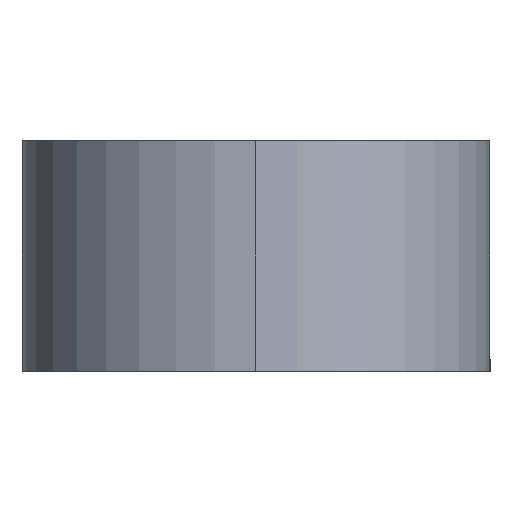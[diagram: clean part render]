
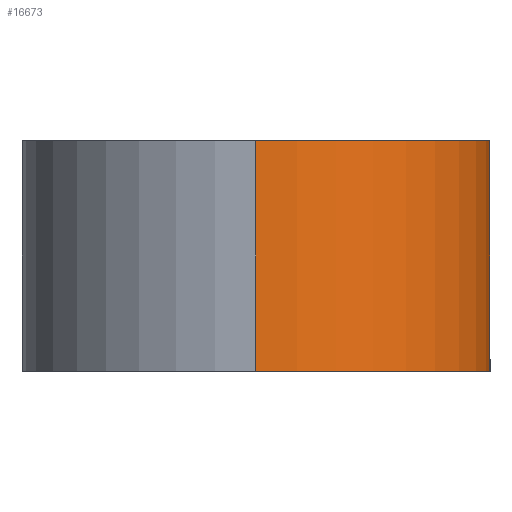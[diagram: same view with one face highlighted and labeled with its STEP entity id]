
A CAD part, left-side view. The second image highlights one B-rep face of the part: STEP entity #16673.
In plain terms, the highlighted cylindrical face has radius 6.2 mm (diameter 12.4 mm), a partial arc.
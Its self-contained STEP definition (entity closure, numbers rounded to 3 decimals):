
#1197 = FACE_OUTER_BOUND ( 'NONE', #7246, .T. ) ;
#1325 = AXIS2_PLACEMENT_3D ( 'NONE', #13682, #2552, #10501 ) ;
#1863 = AXIS2_PLACEMENT_3D ( 'NONE', #17191, #18829, #4361 ) ;
#2035 = CARTESIAN_POINT ( 'NONE',  ( -69.7, 0., 1. ) ) ;
#2491 = ORIENTED_EDGE ( 'NONE', *, *, #13670, .F. ) ;
#2552 = DIRECTION ( 'NONE',  ( 0., 0., -1. ) ) ;
#3641 = DIRECTION ( 'NONE',  ( 0., 0., -1. ) ) ;
#4145 = CIRCLE ( 'NONE', #18118, 6.2 ) ;
#4361 = DIRECTION ( 'NONE',  ( 1., 0., 0. ) ) ;
#4528 = VERTEX_POINT ( 'NONE', #11275 ) ;
#4578 = LINE ( 'NONE', #6828, #17012 ) ;
#4742 = ORIENTED_EDGE ( 'NONE', *, *, #15074, .F. ) ;
#6387 = LINE ( 'NONE', #2035, #10185 ) ;
#6828 = CARTESIAN_POINT ( 'NONE',  ( -63.5, -6.2, 1. ) ) ;
#7246 = EDGE_LOOP ( 'NONE', ( #4742, #18693, #19694, #2491 ) ) ;
#8678 = CARTESIAN_POINT ( 'NONE',  ( -63.5, 0., -3.05 ) ) ;
#9634 = VERTEX_POINT ( 'NONE', #15026 ) ;
#10185 = VECTOR ( 'NONE', #3641, 1000. ) ;
#10501 = DIRECTION ( 'NONE',  ( -1., 0., 0. ) ) ;
#10710 = CARTESIAN_POINT ( 'NONE',  ( -63.5, -6.2, 3.05 ) ) ;
#11275 = CARTESIAN_POINT ( 'NONE',  ( -69.7, 0., -3.05 ) ) ;
#12008 = EDGE_CURVE ( 'NONE', #4528, #17928, #4145, .T. ) ;
#13106 = CYLINDRICAL_SURFACE ( 'NONE', #1325, 6.2 ) ;
#13670 = EDGE_CURVE ( 'NONE', #17271, #17928, #4578, .T. ) ;
#13682 = CARTESIAN_POINT ( 'NONE',  ( -63.5, 0., 1. ) ) ;
#14297 = EDGE_CURVE ( 'NONE', #9634, #4528, #6387, .T. ) ;
#15026 = CARTESIAN_POINT ( 'NONE',  ( -69.7, 0., 3.05 ) ) ;
#15074 = EDGE_CURVE ( 'NONE', #9634, #17271, #16722, .T. ) ;
#16591 = DIRECTION ( 'NONE',  ( 1., 0., 0. ) ) ;
#16673 = ADVANCED_FACE ( 'NONE', ( #1197 ), #13106, .T. ) ;
#16722 = CIRCLE ( 'NONE', #1863, 6.2 ) ;
#17012 = VECTOR ( 'NONE', #19890, 1000. ) ;
#17191 = CARTESIAN_POINT ( 'NONE',  ( -63.5, 0., 3.05 ) ) ;
#17271 = VERTEX_POINT ( 'NONE', #10710 ) ;
#17908 = CARTESIAN_POINT ( 'NONE',  ( -63.5, -6.2, -3.05 ) ) ;
#17928 = VERTEX_POINT ( 'NONE', #17908 ) ;
#18118 = AXIS2_PLACEMENT_3D ( 'NONE', #8678, #19987, #16591 ) ;
#18693 = ORIENTED_EDGE ( 'NONE', *, *, #14297, .T. ) ;
#18829 = DIRECTION ( 'NONE',  ( 0., 0., 1. ) ) ;
#19694 = ORIENTED_EDGE ( 'NONE', *, *, #12008, .T. ) ;
#19890 = DIRECTION ( 'NONE',  ( 0., 0., -1. ) ) ;
#19987 = DIRECTION ( 'NONE',  ( 0., 0., 1. ) ) ;
